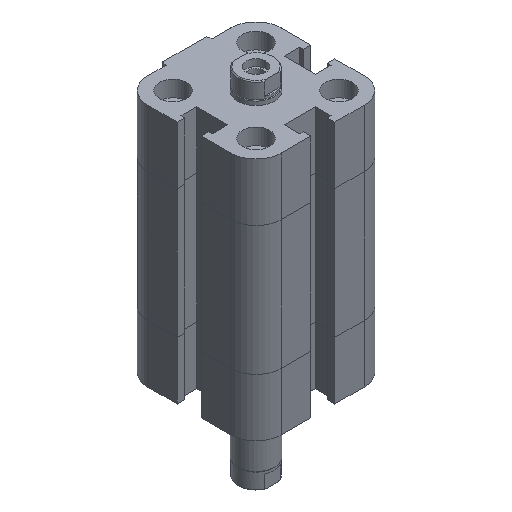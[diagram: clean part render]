
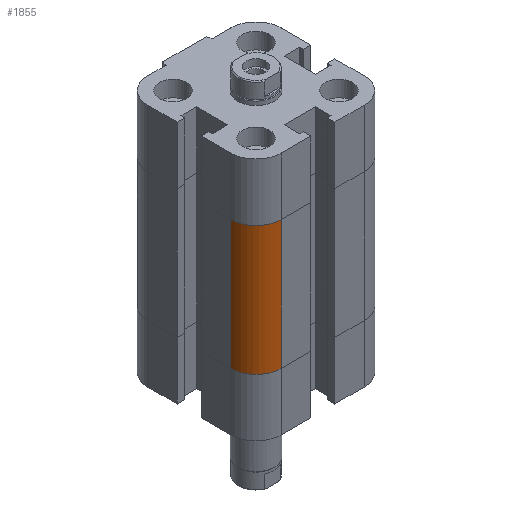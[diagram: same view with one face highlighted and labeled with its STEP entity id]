
A CAD part, isometric view. The second image highlights one B-rep face of the part: STEP entity #1855.
In plain terms, the highlighted cylindrical face has radius 5.5 mm (diameter 11 mm), a partial arc.
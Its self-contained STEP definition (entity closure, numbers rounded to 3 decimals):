
#1766=CARTESIAN_POINT('',(-14.5,-9.,12.5));
#1767=VERTEX_POINT('',#1766);
#1774=CARTESIAN_POINT('',(-14.5,-9.,40.5));
#1775=VERTEX_POINT('',#1774);
#1776=CARTESIAN_POINT('',(-14.5,-9.,12.5));
#1777=DIRECTION('',(0.0,0.0,1.0));
#1778=VECTOR('',#1777,28.);
#1779=LINE('',#1776,#1778);
#1780=EDGE_CURVE('',#1767,#1775,#1779,.T.);
#1823=CARTESIAN_POINT('',(-9.,-9.,0.0));
#1824=DIRECTION('',(0.0,0.0,1.0));
#1825=DIRECTION('',(1.0,0.0,0.0));
#1826=AXIS2_PLACEMENT_3D('',#1823,#1824,#1825);
#1827=CYLINDRICAL_SURFACE('',#1826,5.5);
#1828=CARTESIAN_POINT('',(-9.,-14.5,12.5));
#1829=VERTEX_POINT('',#1828);
#1830=CARTESIAN_POINT('',(-9.,-9.,12.5));
#1831=DIRECTION('',(0.0,0.0,1.0));
#1832=DIRECTION('',(1.0,0.0,0.0));
#1833=AXIS2_PLACEMENT_3D('',#1830,#1831,#1832);
#1834=CIRCLE('',#1833,5.5);
#1835=EDGE_CURVE('',#1767,#1829,#1834,.T.);
#1836=ORIENTED_EDGE('',*,*,#1835,.T.);
#1837=CARTESIAN_POINT('',(-9.,-14.5,40.5));
#1838=VERTEX_POINT('',#1837);
#1839=CARTESIAN_POINT('',(-9.,-14.5,12.5));
#1840=DIRECTION('',(0.0,0.0,1.0));
#1841=VECTOR('',#1840,28.);
#1842=LINE('',#1839,#1841);
#1843=EDGE_CURVE('',#1829,#1838,#1842,.T.);
#1844=ORIENTED_EDGE('',*,*,#1843,.T.);
#1845=CARTESIAN_POINT('',(-9.,-9.,40.5));
#1846=DIRECTION('',(0.0,0.0,1.0));
#1847=DIRECTION('',(1.0,0.0,0.0));
#1848=AXIS2_PLACEMENT_3D('',#1845,#1846,#1847);
#1849=CIRCLE('',#1848,5.5);
#1850=EDGE_CURVE('',#1775,#1838,#1849,.T.);
#1851=ORIENTED_EDGE('',*,*,#1850,.F.);
#1852=ORIENTED_EDGE('',*,*,#1780,.F.);
#1853=EDGE_LOOP('',(#1836,#1844,#1851,#1852));
#1854=FACE_OUTER_BOUND('',#1853,.T.);
#1855=ADVANCED_FACE('',(#1854),#1827,.T.);
